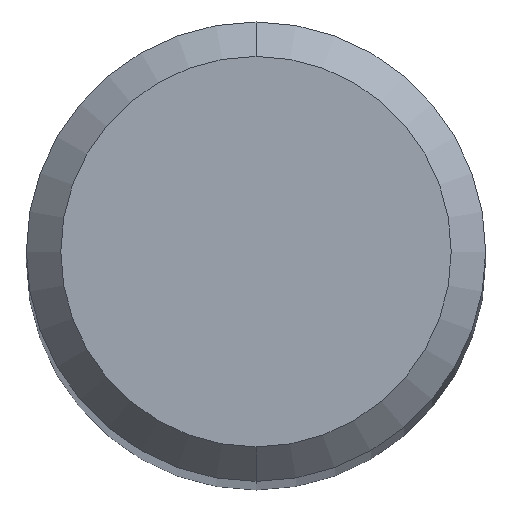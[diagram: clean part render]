
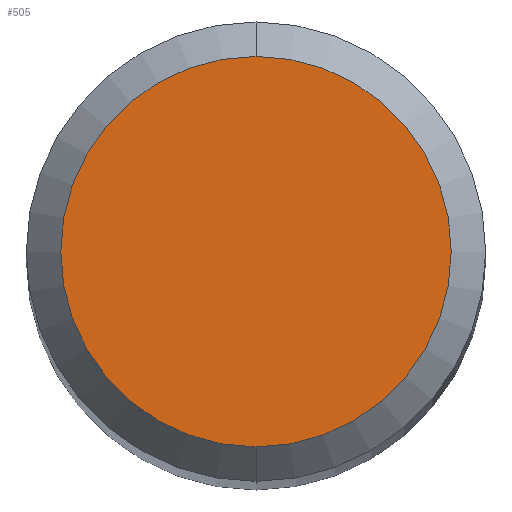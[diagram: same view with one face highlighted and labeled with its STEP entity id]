
A CAD part, top view. The second image highlights one B-rep face of the part: STEP entity #505.
In plain terms, the highlighted planar face has unit normal (0, 0, 1).
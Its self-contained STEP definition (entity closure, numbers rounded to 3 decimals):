
#505=ADVANCED_FACE('',(#1387),#1388,.T.);
#705=VERTEX_POINT('',#1607);
#1141=EDGE_CURVE('',#1253,#705,#2074,.T.);
#1253=VERTEX_POINT('',#2199);
#1265=EDGE_CURVE('',#705,#1253,#2212,.T.);
#1387=FACE_OUTER_BOUND('',#2485,.T.);
#1388=PLANE('',#2486);
#1607=CARTESIAN_POINT('',(0.,-1.7,0.0));
#2074=CIRCLE('',#5457,1.7);
#2199=CARTESIAN_POINT('',(0.0,1.7,0.0));
#2212=CIRCLE('',#6442,1.7);
#2485=EDGE_LOOP('',(#6708,#6709));
#2486=AXIS2_PLACEMENT_3D('',#6710,#6711,#6712);
#5457=AXIS2_PLACEMENT_3D('',#7410,#7411,#7412);
#6442=AXIS2_PLACEMENT_3D('',#7575,#7576,#7577);
#6708=ORIENTED_EDGE('',*,*,#1141,.F.);
#6709=ORIENTED_EDGE('',*,*,#1265,.F.);
#6710=CARTESIAN_POINT('',(0.0,0.85,0.0));
#6711=DIRECTION('',(-0.0,0.0,1.0));
#6712=DIRECTION('',(0.0,-1.0,0.0));
#7410=CARTESIAN_POINT('',(0.0,0.0,0.0));
#7411=DIRECTION('',(0.0,0.0,-1.0));
#7412=DIRECTION('',(0.0,1.0,0.0));
#7575=CARTESIAN_POINT('',(0.0,0.0,0.0));
#7576=DIRECTION('',(0.0,0.0,-1.0));
#7577=DIRECTION('',(0.0,1.0,0.0));
